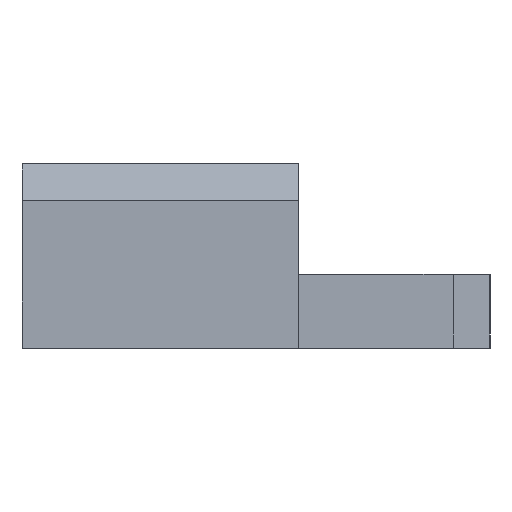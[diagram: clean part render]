
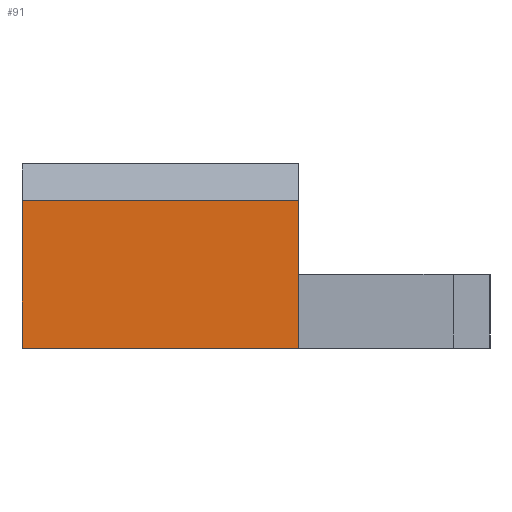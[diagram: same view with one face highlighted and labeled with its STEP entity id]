
A CAD part, left-side view. The second image highlights one B-rep face of the part: STEP entity #91.
In plain terms, the highlighted planar face has unit normal (-1, 0, 0).
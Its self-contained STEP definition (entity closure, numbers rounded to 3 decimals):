
#91=ADVANCED_FACE('',(#138),#119,.T.);
#119=PLANE('',#587);
#138=FACE_OUTER_BOUND('',#160,.T.);
#160=EDGE_LOOP('',(#224,#225,#226,#227));
#224=ORIENTED_EDGE('',*,*,#419,.T.);
#225=ORIENTED_EDGE('',*,*,#420,.T.);
#226=ORIENTED_EDGE('',*,*,#421,.F.);
#227=ORIENTED_EDGE('',*,*,#407,.T.);
#354=VERTEX_POINT('',#796);
#355=VERTEX_POINT('',#798);
#366=VERTEX_POINT('',#824);
#367=VERTEX_POINT('',#826);
#407=EDGE_CURVE('',#355,#354,#475,.T.);
#419=EDGE_CURVE('',#354,#366,#487,.T.);
#420=EDGE_CURVE('',#366,#367,#488,.T.);
#421=EDGE_CURVE('',#355,#367,#489,.T.);
#475=LINE('',#797,#531);
#487=LINE('',#823,#543);
#488=LINE('',#825,#544);
#489=LINE('',#827,#545);
#531=VECTOR('',#644,1.);
#543=VECTOR('',#662,1.);
#544=VECTOR('',#663,1.);
#545=VECTOR('',#664,1.);
#587=AXIS2_PLACEMENT_3D('',#828,#665,#666);
#644=DIRECTION('',(0.,-1.,0.));
#662=DIRECTION('',(0.,0.,1.));
#663=DIRECTION('',(0.,1.,0.));
#664=DIRECTION('',(0.,0.,1.));
#665=DIRECTION('',(-1.,0.,0.));
#666=DIRECTION('',(0.,0.,1.));
#796=CARTESIAN_POINT('',(0.,5.2,0.));
#797=CARTESIAN_POINT('',(0.,6.35,0.));
#798=CARTESIAN_POINT('',(0.,12.7,0.));
#823=CARTESIAN_POINT('',(0.,5.2,-0.5));
#824=CARTESIAN_POINT('',(0.,5.2,4.));
#825=CARTESIAN_POINT('',(0.,6.35,4.));
#826=CARTESIAN_POINT('',(0.,12.7,4.));
#827=CARTESIAN_POINT('',(0.,12.7,0.));
#828=CARTESIAN_POINT('',(0.,6.35,0.));
